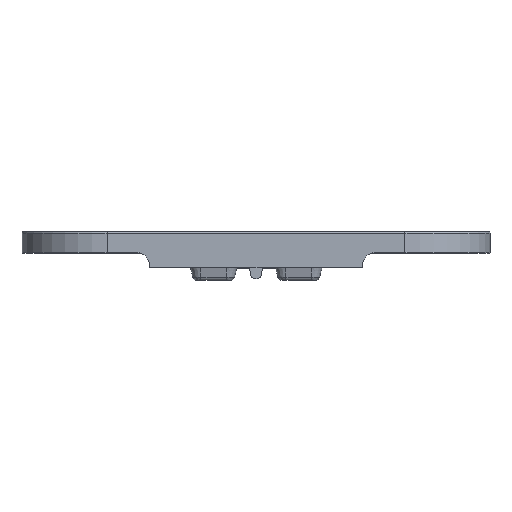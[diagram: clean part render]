
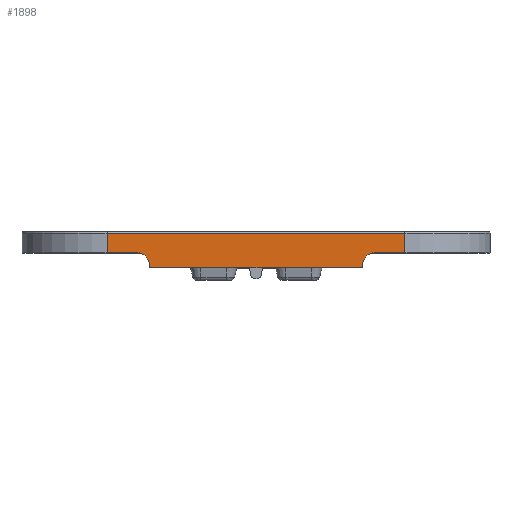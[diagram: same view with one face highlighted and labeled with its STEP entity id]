
A CAD part, top view. The second image highlights one B-rep face of the part: STEP entity #1898.
In plain terms, the highlighted planar face has unit normal (0, 0, 1).
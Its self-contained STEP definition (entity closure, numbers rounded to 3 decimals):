
#101=PLANE('',#2107);
#179=FACE_OUTER_BOUND('',#310,.T.);
#310=EDGE_LOOP('',(#1554,#1555,#1556,#1557,#1558,#1559,#1560,#1561,#1562,
#1563));
#443=LINE('',#3279,#570);
#448=LINE('',#3294,#575);
#450=LINE('',#3297,#577);
#455=LINE('',#3318,#582);
#456=LINE('',#3320,#583);
#463=LINE('',#3347,#590);
#464=LINE('',#3350,#591);
#465=LINE('',#3351,#592);
#570=VECTOR('',#2538,10.);
#575=VECTOR('',#2555,10.);
#577=VECTOR('',#2559,10.);
#582=VECTOR('',#2578,10.);
#583=VECTOR('',#2579,10.);
#590=VECTOR('',#2610,10.);
#591=VECTOR('',#2613,10.);
#592=VECTOR('',#2614,10.);
#683=CIRCLE('',#2067,3.);
#691=CIRCLE('',#2079,3.);
#858=VERTEX_POINT('',#3245);
#859=VERTEX_POINT('',#3247);
#866=VERTEX_POINT('',#3269);
#867=VERTEX_POINT('',#3270);
#869=VERTEX_POINT('',#3277);
#873=VERTEX_POINT('',#3293);
#882=VERTEX_POINT('',#3316);
#883=VERTEX_POINT('',#3319);
#891=VERTEX_POINT('',#3345);
#892=VERTEX_POINT('',#3349);
#1075=EDGE_CURVE('',#858,#859,#683,.T.);
#1086=EDGE_CURVE('',#866,#867,#691,.T.);
#1091=EDGE_CURVE('',#866,#869,#443,.T.);
#1098=EDGE_CURVE('',#859,#873,#448,.T.);
#1100=EDGE_CURVE('',#873,#869,#450,.T.);
#1111=EDGE_CURVE('',#882,#858,#455,.T.);
#1112=EDGE_CURVE('',#867,#883,#456,.T.);
#1125=EDGE_CURVE('',#882,#891,#463,.T.);
#1126=EDGE_CURVE('',#892,#891,#464,.T.);
#1127=EDGE_CURVE('',#883,#892,#465,.T.);
#1554=ORIENTED_EDGE('',*,*,#1111,.F.);
#1555=ORIENTED_EDGE('',*,*,#1125,.T.);
#1556=ORIENTED_EDGE('',*,*,#1126,.F.);
#1557=ORIENTED_EDGE('',*,*,#1127,.F.);
#1558=ORIENTED_EDGE('',*,*,#1112,.F.);
#1559=ORIENTED_EDGE('',*,*,#1086,.F.);
#1560=ORIENTED_EDGE('',*,*,#1091,.T.);
#1561=ORIENTED_EDGE('',*,*,#1100,.F.);
#1562=ORIENTED_EDGE('',*,*,#1098,.F.);
#1563=ORIENTED_EDGE('',*,*,#1075,.F.);
#1898=ADVANCED_FACE('',(#179),#101,.T.);
#2067=AXIS2_PLACEMENT_3D('',#3248,#2503,#2504);
#2079=AXIS2_PLACEMENT_3D('',#3271,#2530,#2531);
#2107=AXIS2_PLACEMENT_3D('',#3348,#2611,#2612);
#2503=DIRECTION('center_axis',(0.,0.,1.));
#2504=DIRECTION('ref_axis',(-0.707,0.707,0.));
#2530=DIRECTION('center_axis',(0.,0.,1.));
#2531=DIRECTION('ref_axis',(0.707,0.707,0.));
#2538=DIRECTION('',(0.,-1.,0.));
#2555=DIRECTION('',(0.,-1.,0.));
#2559=DIRECTION('',(-1.,0.,0.));
#2578=DIRECTION('',(-1.,0.,0.));
#2579=DIRECTION('',(-1.,0.,0.));
#2610=DIRECTION('',(0.,1.,0.));
#2611=DIRECTION('center_axis',(0.,0.,1.));
#2612=DIRECTION('ref_axis',(1.,0.,0.));
#2613=DIRECTION('',(1.,0.,0.));
#2614=DIRECTION('',(0.,1.,0.));
#3245=CARTESIAN_POINT('',(144.476,53.694,501.419));
#3247=CARTESIAN_POINT('',(141.476,50.694,501.419));
#3248=CARTESIAN_POINT('Origin',(144.476,50.694,501.419));
#3269=CARTESIAN_POINT('',(91.476,50.694,501.419));
#3270=CARTESIAN_POINT('',(88.476,53.694,501.419));
#3271=CARTESIAN_POINT('Origin',(88.476,50.694,501.419));
#3277=CARTESIAN_POINT('',(91.476,50.194,501.419));
#3279=CARTESIAN_POINT('',(91.476,53.694,501.419));
#3293=CARTESIAN_POINT('',(141.476,50.194,501.419));
#3294=CARTESIAN_POINT('',(141.476,53.694,501.419));
#3297=CARTESIAN_POINT('',(91.476,50.194,501.419));
#3316=CARTESIAN_POINT('',(151.476,53.694,501.419));
#3318=CARTESIAN_POINT('',(98.976,53.694,501.419));
#3319=CARTESIAN_POINT('',(81.476,53.694,501.419));
#3320=CARTESIAN_POINT('',(98.976,53.694,501.419));
#3345=CARTESIAN_POINT('',(151.476,58.294,501.419));
#3347=CARTESIAN_POINT('',(151.476,53.694,501.419));
#3348=CARTESIAN_POINT('Origin',(81.476,53.694,501.419));
#3349=CARTESIAN_POINT('',(81.476,58.294,501.419));
#3350=CARTESIAN_POINT('',(98.976,58.294,501.419));
#3351=CARTESIAN_POINT('',(81.476,53.694,501.419));
